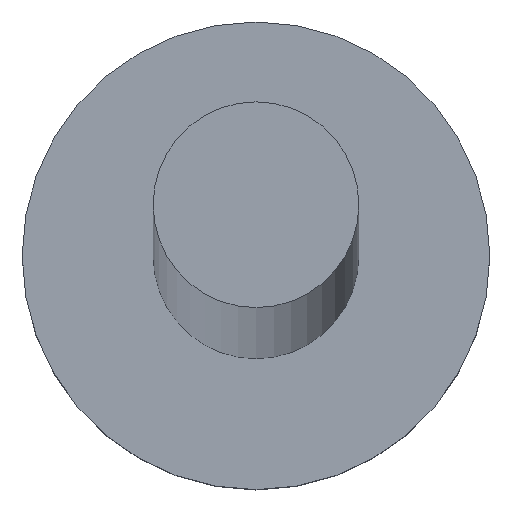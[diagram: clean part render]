
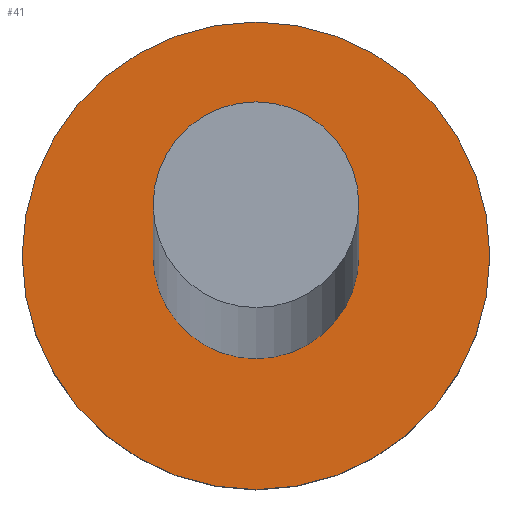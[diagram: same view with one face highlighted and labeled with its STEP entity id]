
A CAD part, top view. The second image highlights one B-rep face of the part: STEP entity #41.
In plain terms, the highlighted planar face has unit normal (0, 0, 1).
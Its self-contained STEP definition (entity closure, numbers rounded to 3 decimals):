
#1 = DIRECTION ( 'NONE',  ( 0., 0., 1. ) ) ;
#3 = DIRECTION ( 'NONE',  ( 0., 0., 1. ) ) ;
#8 = CARTESIAN_POINT ( 'NONE',  ( 1.1, 0., 2. ) ) ;
#14 = CARTESIAN_POINT ( 'NONE',  ( -1.1, 0., 2. ) ) ;
#18 = AXIS2_PLACEMENT_3D ( 'NONE', #180, #1, #77 ) ;
#20 = CIRCLE ( 'NONE', #227, 1.1 ) ;
#23 = CARTESIAN_POINT ( 'NONE',  ( -2.5, 0., 2. ) ) ;
#36 = FACE_OUTER_BOUND ( 'NONE', #68, .T. ) ;
#38 = CIRCLE ( 'NONE', #153, 2.5 ) ;
#41 = ADVANCED_FACE ( 'NONE', ( #104, #36 ), #201, .T. ) ;
#43 = CARTESIAN_POINT ( 'NONE',  ( 0., 0., 2. ) ) ;
#45 = EDGE_CURVE ( 'NONE', #136, #253, #144, .T. ) ;
#60 = CIRCLE ( 'NONE', #242, 1.1 ) ;
#61 = ORIENTED_EDGE ( 'NONE', *, *, #45, .T. ) ;
#66 = CARTESIAN_POINT ( 'NONE',  ( 2.5, 0., 2. ) ) ;
#68 = EDGE_LOOP ( 'NONE', ( #61, #127 ) ) ;
#73 = VERTEX_POINT ( 'NONE', #8 ) ;
#76 = CARTESIAN_POINT ( 'NONE',  ( 0., 0., 2. ) ) ;
#77 = DIRECTION ( 'NONE',  ( 1., 0., 0. ) ) ;
#79 = EDGE_CURVE ( 'NONE', #73, #159, #60, .T. ) ;
#84 = CARTESIAN_POINT ( 'NONE',  ( 0., 0., 2. ) ) ;
#85 = AXIS2_PLACEMENT_3D ( 'NONE', #76, #3, #123 ) ;
#89 = EDGE_LOOP ( 'NONE', ( #221, #125 ) ) ;
#104 = FACE_BOUND ( 'NONE', #89, .T. ) ;
#105 = DIRECTION ( 'NONE',  ( 0., 0., 1. ) ) ;
#106 = EDGE_CURVE ( 'NONE', #159, #73, #20, .T. ) ;
#123 = DIRECTION ( 'NONE',  ( 1., 0., 0. ) ) ;
#125 = ORIENTED_EDGE ( 'NONE', *, *, #79, .F. ) ;
#127 = ORIENTED_EDGE ( 'NONE', *, *, #138, .T. ) ;
#136 = VERTEX_POINT ( 'NONE', #23 ) ;
#138 = EDGE_CURVE ( 'NONE', #253, #136, #38, .T. ) ;
#142 = DIRECTION ( 'NONE',  ( 1., 0., 0. ) ) ;
#144 = CIRCLE ( 'NONE', #18, 2.5 ) ;
#153 = AXIS2_PLACEMENT_3D ( 'NONE', #43, #207, #186 ) ;
#159 = VERTEX_POINT ( 'NONE', #14 ) ;
#161 = DIRECTION ( 'NONE',  ( 0., 0., 1. ) ) ;
#173 = CARTESIAN_POINT ( 'NONE',  ( 0., 0., 2. ) ) ;
#180 = CARTESIAN_POINT ( 'NONE',  ( 0., 0., 2. ) ) ;
#186 = DIRECTION ( 'NONE',  ( 1., 0., 0. ) ) ;
#201 = PLANE ( 'NONE',  #85 ) ;
#207 = DIRECTION ( 'NONE',  ( 0., 0., 1. ) ) ;
#221 = ORIENTED_EDGE ( 'NONE', *, *, #106, .F. ) ;
#227 = AXIS2_PLACEMENT_3D ( 'NONE', #173, #105, #142 ) ;
#241 = DIRECTION ( 'NONE',  ( 1., 0., 0. ) ) ;
#242 = AXIS2_PLACEMENT_3D ( 'NONE', #84, #161, #241 ) ;
#253 = VERTEX_POINT ( 'NONE', #66 ) ;
